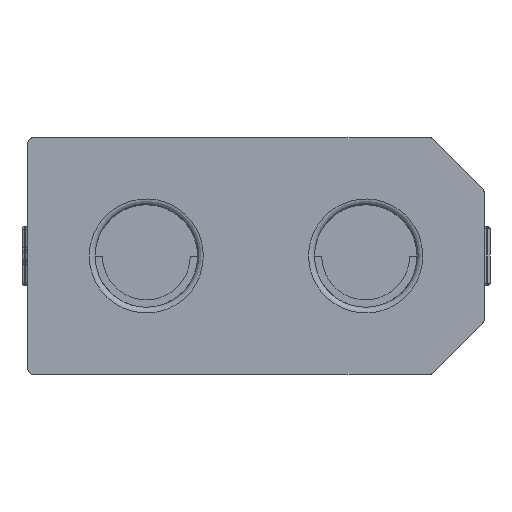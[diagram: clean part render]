
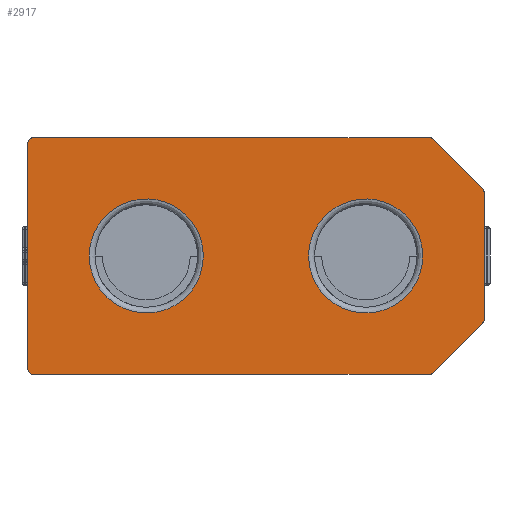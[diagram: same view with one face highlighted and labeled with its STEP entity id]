
A CAD part, front view. The second image highlights one B-rep face of the part: STEP entity #2917.
In plain terms, the highlighted free-form (B-spline) face has degree [1, 1] with [2, 2] control points.
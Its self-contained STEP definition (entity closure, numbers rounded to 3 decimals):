
#2758 = VERTEX_POINT('',#2759);
#2759 = CARTESIAN_POINT('',(-14.691,0.,
    7.727));
#2766 = EDGE_CURVE('',#2758,#2767,#2769,.T.);
#2767 = VERTEX_POINT('',#2768);
#2768 = CARTESIAN_POINT('',(-1.796,0.,
    7.727));
#2769 = B_SPLINE_CURVE_WITH_KNOTS('',1,(#2770,#2771),.UNSPECIFIED.,.F.,
  .F.,(2,2),(0.2,13.717),.PIECEWISE_BEZIER_KNOTS.);
#2770 = CARTESIAN_POINT('',(-14.691,0.,
    7.727));
#2771 = CARTESIAN_POINT('',(-1.796,0.,
    7.727));
#2881 = VERTEX_POINT('',#2882);
#2882 = CARTESIAN_POINT('',(-14.882,0.,
    7.536));
#2887 = EDGE_CURVE('',#2881,#2758,#2888,.T.);
#2888 = ( BOUNDED_CURVE() B_SPLINE_CURVE(2,(#2889,#2890,#2891),
.UNSPECIFIED.,.F.,.F.) B_SPLINE_CURVE_WITH_KNOTS((3,3),(5.498,
7.069),.PIECEWISE_BEZIER_KNOTS.) CURVE() 
GEOMETRIC_REPRESENTATION_ITEM() RATIONAL_B_SPLINE_CURVE((1.,
0.707,1.)) REPRESENTATION_ITEM('') );
#2889 = CARTESIAN_POINT('',(-14.882,0.,
    7.536));
#2890 = CARTESIAN_POINT('',(-14.882,0.,
    7.727));
#2891 = CARTESIAN_POINT('',(-14.691,0.,
    7.727));
#2917 = ADVANCED_FACE('',(#2918,#2995,#3009),#3023,.F.);
#2918 = FACE_BOUND('',#2919,.T.);
#2919 = EDGE_LOOP('',(#2920,#2921,#2928,#2936,#2943,#2951,#2958,#2966,
    #2973,#2981,#2988,#2994));
#2920 = ORIENTED_EDGE('',*,*,#2887,.F.);
#2921 = ORIENTED_EDGE('',*,*,#2922,.F.);
#2922 = EDGE_CURVE('',#2923,#2881,#2925,.T.);
#2923 = VERTEX_POINT('',#2924);
#2924 = CARTESIAN_POINT('',(-14.882,0.,
    0.191));
#2925 = B_SPLINE_CURVE_WITH_KNOTS('',1,(#2926,#2927),.UNSPECIFIED.,.F.,
  .F.,(2,2),(0.2,7.9),.PIECEWISE_BEZIER_KNOTS.);
#2926 = CARTESIAN_POINT('',(-14.882,0.,
    0.191));
#2927 = CARTESIAN_POINT('',(-14.882,0.,
    7.536));
#2928 = ORIENTED_EDGE('',*,*,#2929,.F.);
#2929 = EDGE_CURVE('',#2930,#2923,#2932,.T.);
#2930 = VERTEX_POINT('',#2931);
#2931 = CARTESIAN_POINT('',(-14.691,0.,
    0.));
#2932 = ( BOUNDED_CURVE() B_SPLINE_CURVE(2,(#2933,#2934,#2935),
.UNSPECIFIED.,.F.,.F.) B_SPLINE_CURVE_WITH_KNOTS((3,3),(5.498,
7.069),.PIECEWISE_BEZIER_KNOTS.) CURVE() 
GEOMETRIC_REPRESENTATION_ITEM() RATIONAL_B_SPLINE_CURVE((1.,
0.707,1.)) REPRESENTATION_ITEM('') );
#2933 = CARTESIAN_POINT('',(-14.691,0.,
    0.));
#2934 = CARTESIAN_POINT('',(-14.882,0.,
    0.));
#2935 = CARTESIAN_POINT('',(-14.882,0.,
    0.191));
#2936 = ORIENTED_EDGE('',*,*,#2937,.F.);
#2937 = EDGE_CURVE('',#2938,#2930,#2940,.T.);
#2938 = VERTEX_POINT('',#2939);
#2939 = CARTESIAN_POINT('',(-1.796,0.,
    0.));
#2940 = B_SPLINE_CURVE_WITH_KNOTS('',1,(#2941,#2942),.UNSPECIFIED.,.F.,
  .F.,(2,2),(1.883,15.4),.PIECEWISE_BEZIER_KNOTS.);
#2941 = CARTESIAN_POINT('',(-1.796,0.,
    0.));
#2942 = CARTESIAN_POINT('',(-14.691,0.,
    0.));
#2943 = ORIENTED_EDGE('',*,*,#2944,.F.);
#2944 = EDGE_CURVE('',#2945,#2938,#2947,.T.);
#2945 = VERTEX_POINT('',#2946);
#2946 = CARTESIAN_POINT('',(-1.661,0.,
    0.056));
#2947 = ( BOUNDED_CURVE() B_SPLINE_CURVE(2,(#2948,#2949,#2950),
.UNSPECIFIED.,.F.,.F.) B_SPLINE_CURVE_WITH_KNOTS((3,3),(5.89,
6.676),.PIECEWISE_BEZIER_KNOTS.) CURVE() 
GEOMETRIC_REPRESENTATION_ITEM() RATIONAL_B_SPLINE_CURVE((1.,
0.924,1.)) REPRESENTATION_ITEM('') );
#2948 = CARTESIAN_POINT('',(-1.661,0.,
    0.056));
#2949 = CARTESIAN_POINT('',(-1.717,0.,
    0.));
#2950 = CARTESIAN_POINT('',(-1.796,0.,
    0.));
#2951 = ORIENTED_EDGE('',*,*,#2952,.T.);
#2952 = EDGE_CURVE('',#2945,#2953,#2955,.T.);
#2953 = VERTEX_POINT('',#2954);
#2954 = CARTESIAN_POINT('',(-0.056,0.,
    1.661));
#2955 = B_SPLINE_CURVE_WITH_KNOTS('',1,(#2956,#2957),.UNSPECIFIED.,.F.,
  .F.,(2,2),(0.083,2.463),
  .PIECEWISE_BEZIER_KNOTS.);
#2956 = CARTESIAN_POINT('',(-1.661,0.,
    0.056));
#2957 = CARTESIAN_POINT('',(-0.056,0.,
    1.661));
#2958 = ORIENTED_EDGE('',*,*,#2959,.F.);
#2959 = EDGE_CURVE('',#2960,#2953,#2962,.T.);
#2960 = VERTEX_POINT('',#2961);
#2961 = CARTESIAN_POINT('',(0.,0.,1.796));
#2962 = ( BOUNDED_CURVE() B_SPLINE_CURVE(2,(#2963,#2964,#2965),
.UNSPECIFIED.,.F.,.F.) B_SPLINE_CURVE_WITH_KNOTS((3,3),(5.89,
6.676),.PIECEWISE_BEZIER_KNOTS.) CURVE() 
GEOMETRIC_REPRESENTATION_ITEM() RATIONAL_B_SPLINE_CURVE((1.,
0.924,1.)) REPRESENTATION_ITEM('') );
#2963 = CARTESIAN_POINT('',(0.,0.,1.796));
#2964 = CARTESIAN_POINT('',(0.,0.,
    1.717));
#2965 = CARTESIAN_POINT('',(-0.056,0.,
    1.661));
#2966 = ORIENTED_EDGE('',*,*,#2967,.T.);
#2967 = EDGE_CURVE('',#2960,#2968,#2970,.T.);
#2968 = VERTEX_POINT('',#2969);
#2969 = CARTESIAN_POINT('',(0.,0.,5.931));
#2970 = B_SPLINE_CURVE_WITH_KNOTS('',1,(#2971,#2972),.UNSPECIFIED.,.F.,
  .F.,(2,2),(0.083,4.417),
  .PIECEWISE_BEZIER_KNOTS.);
#2971 = CARTESIAN_POINT('',(0.,0.,1.796));
#2972 = CARTESIAN_POINT('',(0.,0.,5.931));
#2973 = ORIENTED_EDGE('',*,*,#2974,.F.);
#2974 = EDGE_CURVE('',#2975,#2968,#2977,.T.);
#2975 = VERTEX_POINT('',#2976);
#2976 = CARTESIAN_POINT('',(-0.056,0.,
    6.066));
#2977 = ( BOUNDED_CURVE() B_SPLINE_CURVE(2,(#2978,#2979,#2980),
.UNSPECIFIED.,.F.,.F.) B_SPLINE_CURVE_WITH_KNOTS((3,3),(5.89,
6.676),.PIECEWISE_BEZIER_KNOTS.) CURVE() 
GEOMETRIC_REPRESENTATION_ITEM() RATIONAL_B_SPLINE_CURVE((1.,
0.924,1.)) REPRESENTATION_ITEM('') );
#2978 = CARTESIAN_POINT('',(-0.056,0.,
    6.066));
#2979 = CARTESIAN_POINT('',(0.,0.,
    6.01));
#2980 = CARTESIAN_POINT('',(0.,0.,5.931));
#2981 = ORIENTED_EDGE('',*,*,#2982,.T.);
#2982 = EDGE_CURVE('',#2975,#2983,#2985,.T.);
#2983 = VERTEX_POINT('',#2984);
#2984 = CARTESIAN_POINT('',(-1.661,0.,
    7.671));
#2985 = B_SPLINE_CURVE_WITH_KNOTS('',1,(#2986,#2987),.UNSPECIFIED.,.F.,
  .F.,(2,2),(0.083,2.463),
  .PIECEWISE_BEZIER_KNOTS.);
#2986 = CARTESIAN_POINT('',(-0.056,0.,
    6.066));
#2987 = CARTESIAN_POINT('',(-1.661,0.,
    7.671));
#2988 = ORIENTED_EDGE('',*,*,#2989,.F.);
#2989 = EDGE_CURVE('',#2767,#2983,#2990,.T.);
#2990 = ( BOUNDED_CURVE() B_SPLINE_CURVE(2,(#2991,#2992,#2993),
.UNSPECIFIED.,.F.,.F.) B_SPLINE_CURVE_WITH_KNOTS((3,3),(5.89,
6.676),.PIECEWISE_BEZIER_KNOTS.) CURVE() 
GEOMETRIC_REPRESENTATION_ITEM() RATIONAL_B_SPLINE_CURVE((1.,
0.924,1.)) REPRESENTATION_ITEM('') );
#2991 = CARTESIAN_POINT('',(-1.796,0.,
    7.727));
#2992 = CARTESIAN_POINT('',(-1.717,0.,
    7.727));
#2993 = CARTESIAN_POINT('',(-1.661,0.,
    7.671));
#2994 = ORIENTED_EDGE('',*,*,#2766,.F.);
#2995 = FACE_BOUND('',#2996,.T.);
#2996 = EDGE_LOOP('',(#2997));
#2997 = ORIENTED_EDGE('',*,*,#2998,.F.);
#2998 = EDGE_CURVE('',#2999,#2999,#3001,.T.);
#2999 = VERTEX_POINT('',#3000);
#3000 = CARTESIAN_POINT('',(-5.724,0.,
    3.863));
#3001 = ( BOUNDED_CURVE() B_SPLINE_CURVE(2,(#3002,#3003,#3004,#3005,
#3006,#3007,#3008),.UNSPECIFIED.,.T.,.F.) B_SPLINE_CURVE_WITH_KNOTS((3,2
    ,2,3),(3.142,5.236,7.33,9.425),
.PIECEWISE_BEZIER_KNOTS.) CURVE() GEOMETRIC_REPRESENTATION_ITEM() 
RATIONAL_B_SPLINE_CURVE((1.,0.5,1.,0.5,1.,0.5,1.)) REPRESENTATION_ITEM(
  '') );
#3002 = CARTESIAN_POINT('',(-5.724,0.,
    3.863));
#3003 = CARTESIAN_POINT('',(-5.724,0.,
    0.642));
#3004 = CARTESIAN_POINT('',(-2.933,0.,
    2.253));
#3005 = CARTESIAN_POINT('',(-0.143,0.,
    3.863));
#3006 = CARTESIAN_POINT('',(-2.933,0.,
    5.474));
#3007 = CARTESIAN_POINT('',(-5.724,0.,
    7.085));
#3008 = CARTESIAN_POINT('',(-5.724,0.,
    3.863));
#3009 = FACE_BOUND('',#3010,.T.);
#3010 = EDGE_LOOP('',(#3011));
#3011 = ORIENTED_EDGE('',*,*,#3012,.F.);
#3012 = EDGE_CURVE('',#3013,#3013,#3015,.T.);
#3013 = VERTEX_POINT('',#3014);
#3014 = CARTESIAN_POINT('',(-12.878,0.,
    3.863));
#3015 = ( BOUNDED_CURVE() B_SPLINE_CURVE(2,(#3016,#3017,#3018,#3019,
#3020,#3021,#3022),.UNSPECIFIED.,.T.,.F.) B_SPLINE_CURVE_WITH_KNOTS((3,2
    ,2,3),(3.142,5.236,7.33,9.425),
.PIECEWISE_BEZIER_KNOTS.) CURVE() GEOMETRIC_REPRESENTATION_ITEM() 
RATIONAL_B_SPLINE_CURVE((1.,0.5,1.,0.5,1.,0.5,1.)) REPRESENTATION_ITEM(
  '') );
#3016 = CARTESIAN_POINT('',(-12.878,0.,
    3.863));
#3017 = CARTESIAN_POINT('',(-12.878,0.,
    0.642));
#3018 = CARTESIAN_POINT('',(-10.088,0.,
    2.253));
#3019 = CARTESIAN_POINT('',(-7.298,0.,
    3.863));
#3020 = CARTESIAN_POINT('',(-10.088,0.,
    5.474));
#3021 = CARTESIAN_POINT('',(-12.878,0.,
    7.085));
#3022 = CARTESIAN_POINT('',(-12.878,0.,
    3.863));
#3023 = B_SPLINE_SURFACE_WITH_KNOTS('',1,1,(
    (#3024,#3025)
    ,(#3026,#3027
    )),.UNSPECIFIED.,.F.,.F.,.F.,(2,2),(2,2),(-7.8,7.8),(-4.05,4.05),
  .PIECEWISE_BEZIER_KNOTS.);
#3024 = CARTESIAN_POINT('',(-14.882,0.,
    7.727));
#3025 = CARTESIAN_POINT('',(-14.882,0.,
    0.));
#3026 = CARTESIAN_POINT('',(0.,0.,7.727));
#3027 = CARTESIAN_POINT('',(0.,0.,0.));
